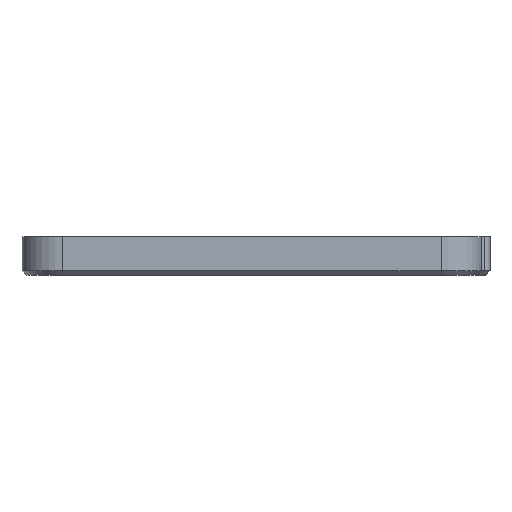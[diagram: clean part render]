
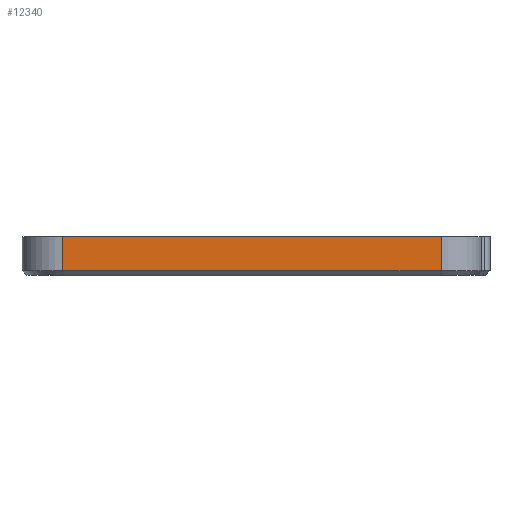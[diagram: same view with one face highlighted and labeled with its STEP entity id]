
A CAD part, left-side view. The second image highlights one B-rep face of the part: STEP entity #12340.
In plain terms, the highlighted planar face has unit normal (-1, 0, 0).
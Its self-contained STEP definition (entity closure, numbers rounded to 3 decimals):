
#1409=FACE_OUTER_BOUND('',#2124,.T.);
#2124=EDGE_LOOP('',(#9628,#9629,#9630,#9631));
#3096=LINE('',#20993,#4264);
#3128=LINE('',#21113,#4296);
#3129=LINE('',#21117,#4297);
#3130=LINE('',#21118,#4298);
#4264=VECTOR('',#14780,10.);
#4296=VECTOR('',#14894,10.);
#4297=VECTOR('',#14899,10.);
#4298=VECTOR('',#14900,10.);
#5713=VERTEX_POINT('',#20990);
#5714=VERTEX_POINT('',#20992);
#5761=VERTEX_POINT('',#21112);
#5762=VERTEX_POINT('',#21116);
#7132=EDGE_CURVE('',#5714,#5713,#3096,.T.);
#7192=EDGE_CURVE('',#5714,#5761,#3128,.T.);
#7194=EDGE_CURVE('',#5713,#5762,#3129,.T.);
#7195=EDGE_CURVE('',#5761,#5762,#3130,.T.);
#9628=ORIENTED_EDGE('',*,*,#7132,.T.);
#9629=ORIENTED_EDGE('',*,*,#7194,.T.);
#9630=ORIENTED_EDGE('',*,*,#7195,.F.);
#9631=ORIENTED_EDGE('',*,*,#7192,.F.);
#11917=PLANE('',#13108);
#12340=ADVANCED_FACE('',(#1409),#11917,.T.);
#13108=AXIS2_PLACEMENT_3D('',#21115,#14897,#14898);
#14780=DIRECTION('',(0.,1.,0.));
#14894=DIRECTION('',(0.,0.,-1.));
#14897=DIRECTION('center_axis',(-1.,0.,0.));
#14898=DIRECTION('ref_axis',(0.,-1.,0.));
#14899=DIRECTION('',(0.,0.,-1.));
#14900=DIRECTION('',(0.,1.,0.));
#20990=CARTESIAN_POINT('',(-75.5,44.5,-7.));
#20992=CARTESIAN_POINT('',(-75.5,-44.5,-7.));
#20993=CARTESIAN_POINT('',(-75.5,22.25,-7.));
#21112=CARTESIAN_POINT('',(-75.5,-44.5,-15.));
#21113=CARTESIAN_POINT('',(-75.5,-44.5,-15.));
#21115=CARTESIAN_POINT('Origin',(-75.5,44.5,-15.));
#21116=CARTESIAN_POINT('',(-75.5,44.5,-15.));
#21117=CARTESIAN_POINT('',(-75.5,44.5,-15.));
#21118=CARTESIAN_POINT('',(-75.5,22.25,-15.));
